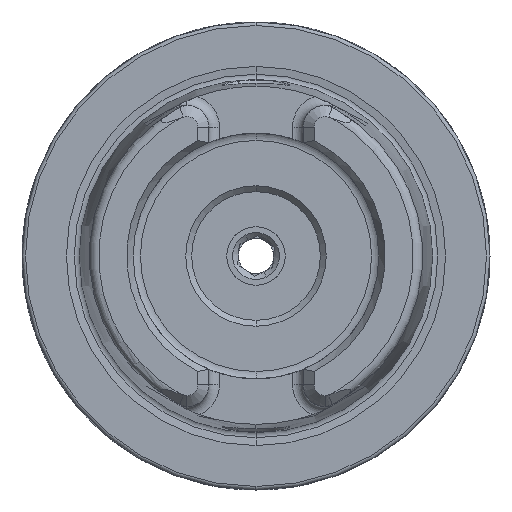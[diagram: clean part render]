
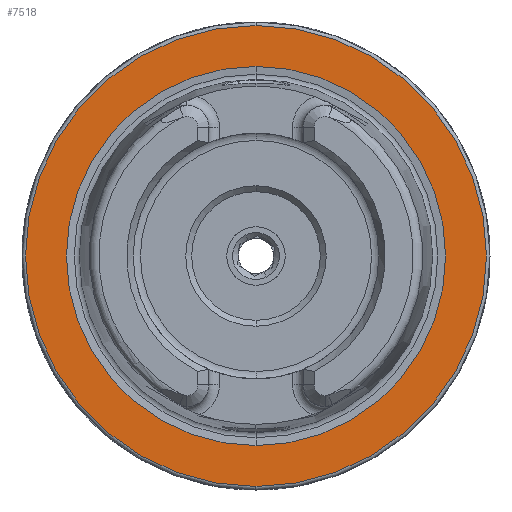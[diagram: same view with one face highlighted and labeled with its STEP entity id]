
A CAD part, left-side view. The second image highlights one B-rep face of the part: STEP entity #7518.
In plain terms, the highlighted planar face has unit normal (-1, 0, 0).
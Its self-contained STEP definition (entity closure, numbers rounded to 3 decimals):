
#50 = FACE_BOUND ( 'NONE', #1924, .T. ) ;
#320 = CARTESIAN_POINT ( 'NONE',  ( 0., 0., 0. ) ) ;
#512 = AXIS2_PLACEMENT_3D ( 'NONE', #2205, #7490, #2961 ) ;
#564 = DIRECTION ( 'NONE',  ( 0., 0., -1. ) ) ;
#689 = ORIENTED_EDGE ( 'NONE', *, *, #917, .F. ) ;
#917 = EDGE_CURVE ( 'NONE', #3622, #5365, #1669, .T. ) ;
#1052 = DIRECTION ( 'NONE',  ( 0., 0., 1. ) ) ;
#1157 = AXIS2_PLACEMENT_3D ( 'NONE', #320, #5601, #1052 ) ;
#1205 = CIRCLE ( 'NONE', #8913, 19.7 ) ;
#1669 = CIRCLE ( 'NONE', #4655, 16.207 ) ;
#1924 = EDGE_LOOP ( 'NONE', ( #689, #3438 ) ) ;
#1931 = CARTESIAN_POINT ( 'NONE',  ( 0., 0., 0. ) ) ;
#2205 = CARTESIAN_POINT ( 'NONE',  ( 0., 0., 0. ) ) ;
#2317 = EDGE_CURVE ( 'NONE', #9066, #5882, #3655, .T. ) ;
#2704 = DIRECTION ( 'NONE',  ( 0., 0., 1. ) ) ;
#2814 = CARTESIAN_POINT ( 'NONE',  ( 0., 19.7, 0. ) ) ;
#2961 = DIRECTION ( 'NONE',  ( 0., 0., 1. ) ) ;
#3438 = ORIENTED_EDGE ( 'NONE', *, *, #5722, .F. ) ;
#3622 = VERTEX_POINT ( 'NONE', #9114 ) ;
#3655 = CIRCLE ( 'NONE', #1157, 19.7 ) ;
#4055 = DIRECTION ( 'NONE',  ( -1., 0., 0. ) ) ;
#4655 = AXIS2_PLACEMENT_3D ( 'NONE', #1931, #7225, #2704 ) ;
#5058 = PLANE ( 'NONE',  #8593 ) ;
#5089 = DIRECTION ( 'NONE',  ( 1., 0., 0. ) ) ;
#5142 = ORIENTED_EDGE ( 'NONE', *, *, #2317, .T. ) ;
#5365 = VERTEX_POINT ( 'NONE', #6680 ) ;
#5395 = CARTESIAN_POINT ( 'NONE',  ( 0., 0., 19.7 ) ) ;
#5601 = DIRECTION ( 'NONE',  ( -1., 0., 0. ) ) ;
#5710 = EDGE_LOOP ( 'NONE', ( #6268, #5142 ) ) ;
#5722 = EDGE_CURVE ( 'NONE', #5365, #3622, #9414, .T. ) ;
#5882 = VERTEX_POINT ( 'NONE', #5395 ) ;
#6268 = ORIENTED_EDGE ( 'NONE', *, *, #7766, .T. ) ;
#6680 = CARTESIAN_POINT ( 'NONE',  ( 0., 0., -16.207 ) ) ;
#7225 = DIRECTION ( 'NONE',  ( -1., 0., 0. ) ) ;
#7490 = DIRECTION ( 'NONE',  ( -1., 0., 0. ) ) ;
#7518 = ADVANCED_FACE ( 'NONE', ( #50, #8064 ), #5058, .F. ) ;
#7766 = EDGE_CURVE ( 'NONE', #5882, #9066, #1205, .T. ) ;
#8064 = FACE_OUTER_BOUND ( 'NONE', #5710, .T. ) ;
#8593 = AXIS2_PLACEMENT_3D ( 'NONE', #2814, #5089, #564 ) ;
#8596 = CARTESIAN_POINT ( 'NONE',  ( 0., 0., 0. ) ) ;
#8721 = CARTESIAN_POINT ( 'NONE',  ( 0., 0., -19.7 ) ) ;
#8913 = AXIS2_PLACEMENT_3D ( 'NONE', #8596, #4055, #9372 ) ;
#9066 = VERTEX_POINT ( 'NONE', #8721 ) ;
#9114 = CARTESIAN_POINT ( 'NONE',  ( 0., 0., 16.207 ) ) ;
#9372 = DIRECTION ( 'NONE',  ( 0., 0., 1. ) ) ;
#9414 = CIRCLE ( 'NONE', #512, 16.207 ) ;
